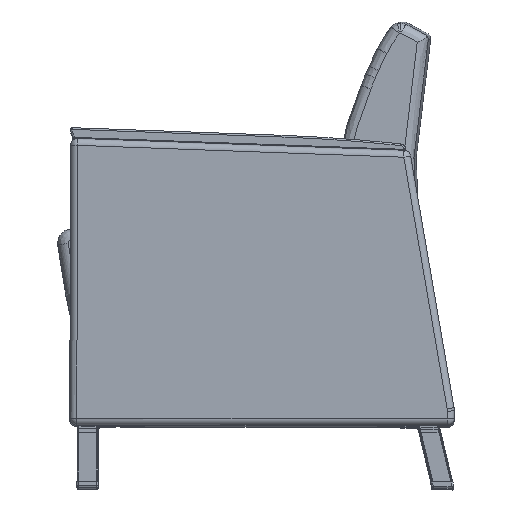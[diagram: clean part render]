
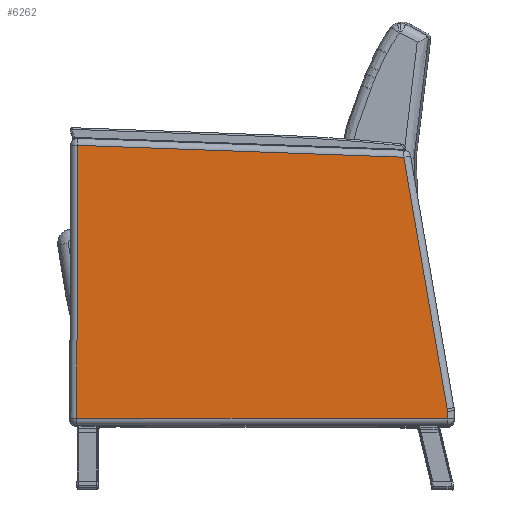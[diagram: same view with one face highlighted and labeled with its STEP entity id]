
A CAD part, top view. The second image highlights one B-rep face of the part: STEP entity #6262.
In plain terms, the highlighted face is planar.
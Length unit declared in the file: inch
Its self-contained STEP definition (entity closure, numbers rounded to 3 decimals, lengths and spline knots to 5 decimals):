
#721=LINE('',#13829,#1132);
#724=LINE('',#13836,#1135);
#730=LINE('',#13886,#1141);
#731=LINE('',#13919,#1142);
#736=LINE('',#13938,#1147);
#1132=VECTOR('',#8456,0.3937);
#1135=VECTOR('',#8463,0.3937);
#1141=VECTOR('',#8485,0.3937);
#1142=VECTOR('',#8494,0.3937);
#1147=VECTOR('',#8519,0.3937);
#1314=PLANE('',#7055);
#1520=CIRCLE('',#7033,2.76057);
#1922=FACE_OUTER_BOUND('',#2318,.T.);
#2318=EDGE_LOOP('',(#5603,#5604,#5605,#5606,#5607,#5608));
#3028=VERTEX_POINT('',#13787);
#3034=VERTEX_POINT('',#13804);
#3041=VERTEX_POINT('',#13832);
#3051=VERTEX_POINT('',#13883);
#3052=VERTEX_POINT('',#13885);
#3054=VERTEX_POINT('',#13904);
#3880=EDGE_CURVE('',#3028,#3034,#721,.T.);
#3884=EDGE_CURVE('',#3034,#3041,#724,.T.);
#3896=EDGE_CURVE('',#3051,#3052,#730,.T.);
#3899=EDGE_CURVE('',#3052,#3054,#1520,.T.);
#3901=EDGE_CURVE('',#3054,#3028,#731,.T.);
#3912=EDGE_CURVE('',#3041,#3051,#736,.T.);
#5603=ORIENTED_EDGE('',*,*,#3896,.F.);
#5604=ORIENTED_EDGE('',*,*,#3912,.F.);
#5605=ORIENTED_EDGE('',*,*,#3884,.F.);
#5606=ORIENTED_EDGE('',*,*,#3880,.F.);
#5607=ORIENTED_EDGE('',*,*,#3901,.F.);
#5608=ORIENTED_EDGE('',*,*,#3899,.F.);
#6262=ADVANCED_FACE('',(#1922),#1314,.F.);
#7033=AXIS2_PLACEMENT_3D('',#13905,#8490,#8491);
#7055=AXIS2_PLACEMENT_3D('',#13953,#8544,#8545);
#8456=DIRECTION('',(1.,0.,0.));
#8463=DIRECTION('',(0.,1.,0.));
#8485=DIRECTION('',(-0.171,-0.985,0.));
#8490=DIRECTION('center_axis',(0.,0.,1.));
#8491=DIRECTION('ref_axis',(-0.998,0.067,0.));
#8494=DIRECTION('',(0.,-1.,0.));
#8519=DIRECTION('',(-0.999,-0.034,0.));
#8544=DIRECTION('center_axis',(0.,0.,1.));
#8545=DIRECTION('ref_axis',(1.,0.,0.));
#13787=CARTESIAN_POINT('',(-12.80724,-9.46034,-1.5));
#13804=CARTESIAN_POINT('',(13.64695,-9.46034,-1.5));
#13829=CARTESIAN_POINT('',(-6.44369,-9.46034,-1.5));
#13832=CARTESIAN_POINT('',(13.64695,10.02647,-1.5));
#13836=CARTESIAN_POINT('',(13.64695,-4.83864,-1.5));
#13883=CARTESIAN_POINT('',(-9.67074,9.22367,-1.5));
#13885=CARTESIAN_POINT('',(-12.79597,-8.73029,-1.5));
#13886=CARTESIAN_POINT('',(-10.27762,5.73723,-1.5));
#13904=CARTESIAN_POINT('',(-12.80724,-8.90205,-1.5));
#13905=CARTESIAN_POINT('Origin',(-10.04831,-8.99696,-1.5));
#13919=CARTESIAN_POINT('',(-12.80724,-4.30537,-1.5));
#13938=CARTESIAN_POINT('',(6.8737,9.79327,-1.5));
#13953=CARTESIAN_POINT('Origin',(0.41985,0.28306,-1.5));
